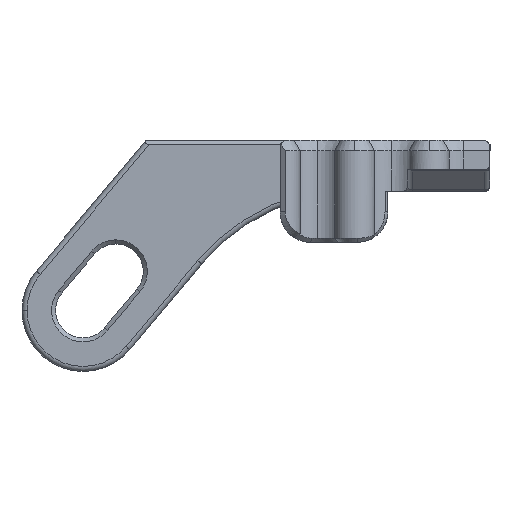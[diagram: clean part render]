
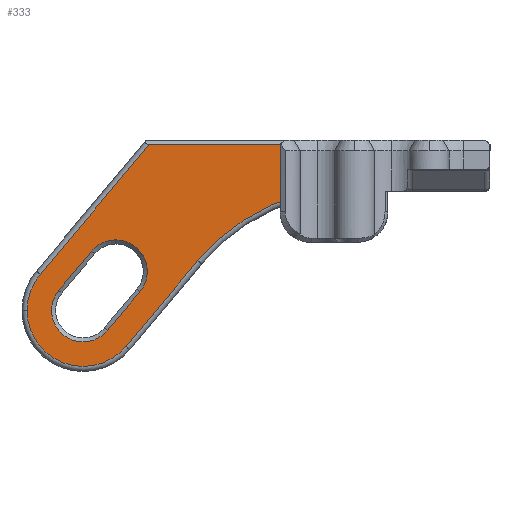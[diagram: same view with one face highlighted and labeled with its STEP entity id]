
A CAD part, left-side view. The second image highlights one B-rep face of the part: STEP entity #333.
In plain terms, the highlighted planar face has unit normal (-1, 0, 0).
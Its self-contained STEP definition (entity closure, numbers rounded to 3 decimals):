
#47 = EDGE_CURVE ( 'NONE', #2616, #2247, #3913, .T. ) ;
#79 = AXIS2_PLACEMENT_3D ( 'NONE', #2974, #1520, #2623 ) ;
#80 = ORIENTED_EDGE ( 'NONE', *, *, #3534, .T. ) ;
#96 = CARTESIAN_POINT ( 'NONE',  ( 79.042, 85.061, -41.659 ) ) ;
#138 = DIRECTION ( 'NONE',  ( 0., -0.643, 0.766 ) ) ;
#154 = AXIS2_PLACEMENT_3D ( 'NONE', #4460, #2945, #2269 ) ;
#225 = CIRCLE ( 'NONE', #154, 3.1 ) ;
#289 = CARTESIAN_POINT ( 'NONE',  ( 79.042, 77.633, -38.264 ) ) ;
#293 = VERTEX_POINT ( 'NONE', #4212 ) ;
#299 = EDGE_LOOP ( 'NONE', ( #3863, #2850, #2177, #2552, #80, #3264, #4622 ) ) ;
#331 = DIRECTION ( 'NONE',  ( 0., 1., 0. ) ) ;
#333 = ADVANCED_FACE ( 'NONE', ( #1564, #3019 ), #2050, .F. ) ;
#447 = CARTESIAN_POINT ( 'NONE',  ( 79.042, 80.008, -39.372 ) ) ;
#458 = CARTESIAN_POINT ( 'NONE',  ( 79.042, 0., -28.9 ) ) ;
#536 = DIRECTION ( 'NONE',  ( 0., 0.643, -0.766 ) ) ;
#540 = DIRECTION ( 'NONE',  ( 0., 1., 0. ) ) ;
#627 = ORIENTED_EDGE ( 'NONE', *, *, #4667, .T. ) ;
#817 = LINE ( 'NONE', #458, #1767 ) ;
#834 = DIRECTION ( 'NONE',  ( 0., 1., 0. ) ) ;
#862 = CARTESIAN_POINT ( 'NONE',  ( 79.042, 80.847, -45.195 ) ) ;
#919 = ORIENTED_EDGE ( 'NONE', *, *, #2684, .T. ) ;
#963 = DIRECTION ( 'NONE',  ( 0., 1., 0. ) ) ;
#1001 = ORIENTED_EDGE ( 'NONE', *, *, #1030, .T. ) ;
#1030 = EDGE_CURVE ( 'NONE', #4314, #1286, #3127, .T. ) ;
#1061 = LINE ( 'NONE', #3976, #2080 ) ;
#1083 = AXIS2_PLACEMENT_3D ( 'NONE', #862, #3397, #834 ) ;
#1236 = VECTOR ( 'NONE', #138, 1000. ) ;
#1266 = LINE ( 'NONE', #3394, #1621 ) ;
#1286 = VERTEX_POINT ( 'NONE', #289 ) ;
#1319 = ORIENTED_EDGE ( 'NONE', *, *, #2656, .T. ) ;
#1423 = VERTEX_POINT ( 'NONE', #1723 ) ;
#1520 = DIRECTION ( 'NONE',  ( 1., 0., 0. ) ) ;
#1534 = AXIS2_PLACEMENT_3D ( 'NONE', #2150, #3619, #331 ) ;
#1562 = ORIENTED_EDGE ( 'NONE', *, *, #2867, .T. ) ;
#1564 = FACE_BOUND ( 'NONE', #2559, .T. ) ;
#1621 = VECTOR ( 'NONE', #536, 1000. ) ;
#1625 = DIRECTION ( 'NONE',  ( 1., 0., 0. ) ) ;
#1723 = CARTESIAN_POINT ( 'NONE',  ( 79.042, 86.347, -45.195 ) ) ;
#1767 = VECTOR ( 'NONE', #3402, 1000. ) ;
#1819 = DIRECTION ( 'NONE',  ( -1., 0., 0. ) ) ;
#1826 = CARTESIAN_POINT ( 'NONE',  ( 79.042, 80.008, -39.372 ) ) ;
#1841 = AXIS2_PLACEMENT_3D ( 'NONE', #2255, #1819, #2661 ) ;
#1939 = LINE ( 'NONE', #3419, #1236 ) ;
#1960 = DIRECTION ( 'NONE',  ( 1., 0., 0. ) ) ;
#2031 = VERTEX_POINT ( 'NONE', #4370 ) ;
#2050 = PLANE ( 'NONE',  #2966 ) ;
#2073 = VERTEX_POINT ( 'NONE', #4343 ) ;
#2080 = VECTOR ( 'NONE', #2155, 1000. ) ;
#2121 = VERTEX_POINT ( 'NONE', #3908 ) ;
#2150 = CARTESIAN_POINT ( 'NONE',  ( 79.042, 53.876, -53.5 ) ) ;
#2155 = DIRECTION ( 'NONE',  ( 0., 0.643, -0.766 ) ) ;
#2163 = EDGE_CURVE ( 'NONE', #1423, #2073, #4512, .T. ) ;
#2174 = LINE ( 'NONE', #447, #3363 ) ;
#2177 = ORIENTED_EDGE ( 'NONE', *, *, #3469, .T. ) ;
#2247 = VERTEX_POINT ( 'NONE', #4053 ) ;
#2255 = CARTESIAN_POINT ( 'NONE',  ( 79.042, 80.847, -45.195 ) ) ;
#2269 = DIRECTION ( 'NONE',  ( 0., 1., 0. ) ) ;
#2552 = ORIENTED_EDGE ( 'NONE', *, *, #2163, .T. ) ;
#2559 = EDGE_LOOP ( 'NONE', ( #1001, #1562, #627, #919, #1319 ) ) ;
#2568 = EDGE_CURVE ( 'NONE', #293, #2616, #3591, .T. ) ;
#2616 = VERTEX_POINT ( 'NONE', #4433 ) ;
#2623 = DIRECTION ( 'NONE',  ( 0., 1., 0. ) ) ;
#2655 = CARTESIAN_POINT ( 'NONE',  ( 79.042, 77.633, -41.364 ) ) ;
#2656 = EDGE_CURVE ( 'NONE', #4098, #4314, #2174, .T. ) ;
#2661 = DIRECTION ( 'NONE',  ( 0., 1., 0. ) ) ;
#2684 = EDGE_CURVE ( 'NONE', #4179, #4098, #225, .T. ) ;
#2740 = CARTESIAN_POINT ( 'NONE',  ( 79.042, 83.222, -43.202 ) ) ;
#2818 = CARTESIAN_POINT ( 'NONE',  ( 79.042, 0., -51.195 ) ) ;
#2850 = ORIENTED_EDGE ( 'NONE', *, *, #3947, .T. ) ;
#2867 = EDGE_CURVE ( 'NONE', #1286, #2031, #3219, .T. ) ;
#2909 = AXIS2_PLACEMENT_3D ( 'NONE', #2655, #1960, #540 ) ;
#2945 = DIRECTION ( 'NONE',  ( 1., 0., 0. ) ) ;
#2966 = AXIS2_PLACEMENT_3D ( 'NONE', #2818, #1625, #963 ) ;
#2974 = CARTESIAN_POINT ( 'NONE',  ( 79.042, 77.633, -41.364 ) ) ;
#3019 = FACE_OUTER_BOUND ( 'NONE', #299, .T. ) ;
#3096 = CARTESIAN_POINT ( 'NONE',  ( 79.042, 59.5, -51.195 ) ) ;
#3127 = CIRCLE ( 'NONE', #79, 3.1 ) ;
#3141 = CIRCLE ( 'NONE', #1083, 5.5 ) ;
#3156 = EDGE_CURVE ( 'NONE', #2247, #2121, #817, .T. ) ;
#3219 = CIRCLE ( 'NONE', #2909, 3.1 ) ;
#3264 = ORIENTED_EDGE ( 'NONE', *, *, #2568, .T. ) ;
#3275 = DIRECTION ( 'NONE',  ( 0., -0.643, 0.766 ) ) ;
#3363 = VECTOR ( 'NONE', #3275, 1000. ) ;
#3394 = CARTESIAN_POINT ( 'NONE',  ( 79.042, 54.611, -5.371 ) ) ;
#3397 = DIRECTION ( 'NONE',  ( -1., 0., 0. ) ) ;
#3402 = DIRECTION ( 'NONE',  ( 0., 1., 0. ) ) ;
#3419 = CARTESIAN_POINT ( 'NONE',  ( 79.042, 46.184, -12.441 ) ) ;
#3469 = EDGE_CURVE ( 'NONE', #3584, #1423, #3141, .T. ) ;
#3534 = EDGE_CURVE ( 'NONE', #2073, #293, #1939, .T. ) ;
#3584 = VERTEX_POINT ( 'NONE', #96 ) ;
#3591 = CIRCLE ( 'NONE', #1534, 20.5 ) ;
#3619 = DIRECTION ( 'NONE',  ( 1., 0., 0. ) ) ;
#3808 = VECTOR ( 'NONE', #4200, 1000. ) ;
#3863 = ORIENTED_EDGE ( 'NONE', *, *, #3156, .T. ) ;
#3908 = CARTESIAN_POINT ( 'NONE',  ( 79.042, 74.354, -28.9 ) ) ;
#3913 = LINE ( 'NONE', #3096, #3808 ) ;
#3947 = EDGE_CURVE ( 'NONE', #2121, #3584, #1266, .T. ) ;
#3976 = CARTESIAN_POINT ( 'NONE',  ( 79.042, 78.473, -47.187 ) ) ;
#4053 = CARTESIAN_POINT ( 'NONE',  ( 79.042, 59.5, -28.9 ) ) ;
#4098 = VERTEX_POINT ( 'NONE', #2740 ) ;
#4179 = VERTEX_POINT ( 'NONE', #4612 ) ;
#4200 = DIRECTION ( 'NONE',  ( 0., 0., 1. ) ) ;
#4212 = CARTESIAN_POINT ( 'NONE',  ( 79.042, 69.58, -40.323 ) ) ;
#4314 = VERTEX_POINT ( 'NONE', #1826 ) ;
#4343 = CARTESIAN_POINT ( 'NONE',  ( 79.042, 76.634, -48.73 ) ) ;
#4370 = CARTESIAN_POINT ( 'NONE',  ( 79.042, 75.259, -43.357 ) ) ;
#4433 = CARTESIAN_POINT ( 'NONE',  ( 79.042, 59.5, -33.787 ) ) ;
#4460 = CARTESIAN_POINT ( 'NONE',  ( 79.042, 80.847, -45.195 ) ) ;
#4512 = CIRCLE ( 'NONE', #1841, 5.5 ) ;
#4612 = CARTESIAN_POINT ( 'NONE',  ( 79.042, 78.473, -47.187 ) ) ;
#4622 = ORIENTED_EDGE ( 'NONE', *, *, #47, .T. ) ;
#4667 = EDGE_CURVE ( 'NONE', #2031, #4179, #1061, .T. ) ;
